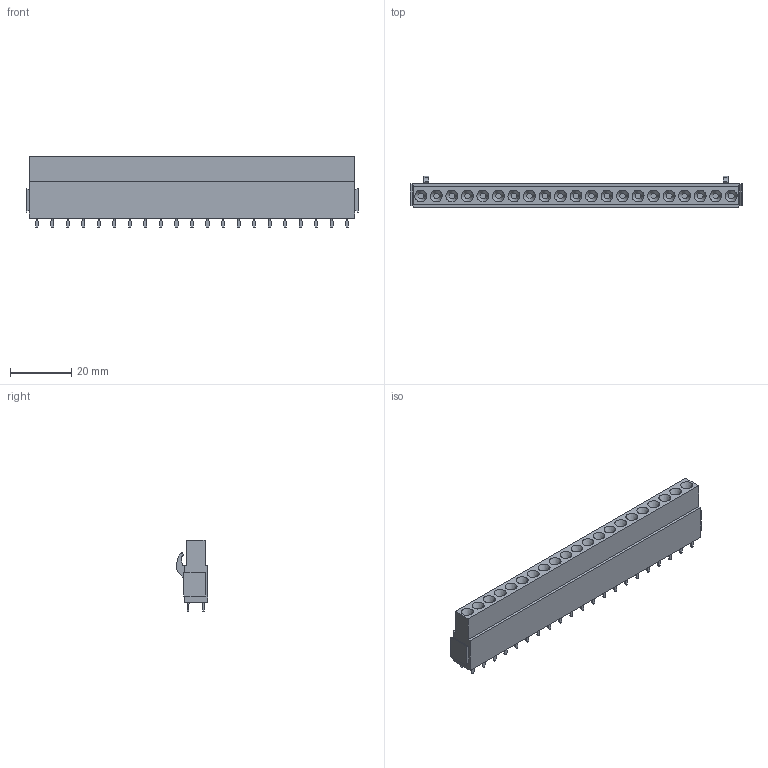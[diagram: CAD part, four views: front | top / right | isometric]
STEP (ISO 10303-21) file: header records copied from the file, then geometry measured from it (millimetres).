
FILE_DESCRIPTION(('CATIA V5 STEP Exchange','CAx-IF Rec.Pracs.--- Model Styling and Organization---1.2---2011-12-15'),'2;1');
FILE_NAME ('D1454396_0', '2018-09-01T02:58:19+00:00', ('none'), ('Weidmueller'), 'CATIA Version 5-6 Release 2014', 'CATIA V5 STEP AP214', 'none');
FILE_SCHEMA(('AUTOMOTIVE_DESIGN { 1 0 10303 214 1 1 1 1 }'));
Length unit declared in the file: millimetre
Products named in the file (1): 1682920000
Bounding box: 108.68 x 10.28 x 23.45 mm (x, y, z)
Volume: 15080.3 mm3; surface area: 7156.7 mm2
Topology: 43 solids, 43 shells, 1053 faces, 2492 edges, 1590 vertices
Faces by surface type: plane 871, cylinder 140, cone 42
Entity records: 27556 total; most frequent: ORIENTED_EDGE 4984, CARTESIAN_POINT 4779, DIRECTION 3884, EDGE_CURVE 2492, VECTOR 2128, LINE 2128, VERTEX_POINT 1590, EDGE_LOOP 1118
